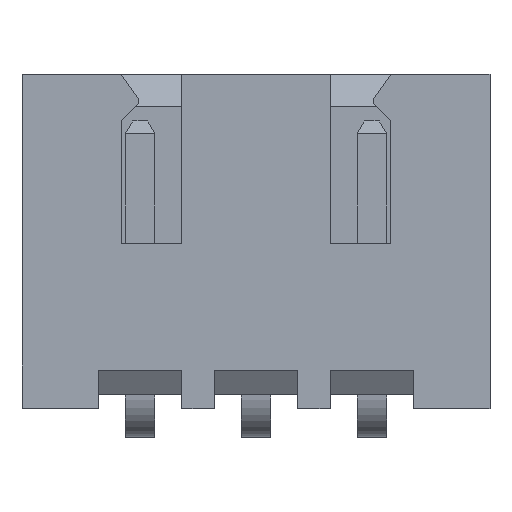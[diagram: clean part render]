
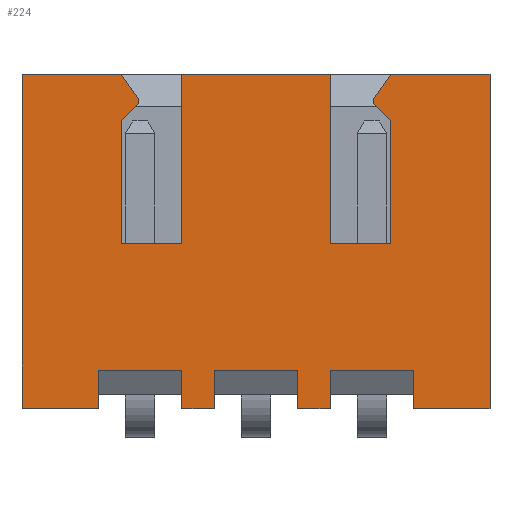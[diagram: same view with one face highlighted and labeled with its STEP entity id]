
A CAD part, top view. The second image highlights one B-rep face of the part: STEP entity #224.
In plain terms, the highlighted planar face has unit normal (0, 0, 1).
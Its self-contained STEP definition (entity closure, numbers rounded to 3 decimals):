
#224=ADVANCED_FACE('',(#863),#865,.T.);
#863=FACE_BOUND('',#864,.T.);
#864=EDGE_LOOP('',(#1360,#1361,#1362,#1363,#1364,#1365,#1366,#1367,#1368,#1369,#1370,
#1371,#1372,#1373,#1374,#1375,#1376,#1377,#1378,#1379,#1380,#1381,#1382,#1383,#1384,
#1385,#1386,#1387,#1388,#1389));
#865=PLANE('',#866);
#866=AXIS2_PLACEMENT_3D('',#867,#868,#869);
#867=CARTESIAN_POINT('',(7.55,0.3,5.95));
#868=DIRECTION('',(0.,-0.,1.));
#869=DIRECTION('',(0.,1.,0.));
#1360=ORIENTED_EDGE('',*,*,#1742,.T.);
#1361=ORIENTED_EDGE('',*,*,#1743,.T.);
#1362=ORIENTED_EDGE('',*,*,#1744,.F.);
#1363=ORIENTED_EDGE('',*,*,#1745,.T.);
#1364=ORIENTED_EDGE('',*,*,#1746,.T.);
#1365=ORIENTED_EDGE('',*,*,#1747,.T.);
#1366=ORIENTED_EDGE('',*,*,#1748,.F.);
#1367=ORIENTED_EDGE('',*,*,#1749,.T.);
#1368=ORIENTED_EDGE('',*,*,#1750,.T.);
#1369=ORIENTED_EDGE('',*,*,#1751,.T.);
#1370=ORIENTED_EDGE('',*,*,#1752,.T.);
#1371=ORIENTED_EDGE('',*,*,#1753,.T.);
#1372=ORIENTED_EDGE('',*,*,#1754,.T.);
#1373=ORIENTED_EDGE('',*,*,#1755,.T.);
#1374=ORIENTED_EDGE('',*,*,#1756,.T.);
#1375=ORIENTED_EDGE('',*,*,#1757,.T.);
#1376=ORIENTED_EDGE('',*,*,#1758,.T.);
#1377=ORIENTED_EDGE('',*,*,#1759,.T.);
#1378=ORIENTED_EDGE('',*,*,#1760,.T.);
#1379=ORIENTED_EDGE('',*,*,#1761,.T.);
#1380=ORIENTED_EDGE('',*,*,#1762,.T.);
#1381=ORIENTED_EDGE('',*,*,#1763,.T.);
#1382=ORIENTED_EDGE('',*,*,#1764,.T.);
#1383=ORIENTED_EDGE('',*,*,#1765,.F.);
#1384=ORIENTED_EDGE('',*,*,#1766,.F.);
#1385=ORIENTED_EDGE('',*,*,#1767,.T.);
#1386=ORIENTED_EDGE('',*,*,#1768,.T.);
#1387=ORIENTED_EDGE('',*,*,#1769,.T.);
#1388=ORIENTED_EDGE('',*,*,#1770,.F.);
#1389=ORIENTED_EDGE('',*,*,#1771,.T.);
#1742=EDGE_CURVE('',#1933,#1934,#1935,.F.);
#1743=EDGE_CURVE('',#1934,#1936,#1937,.T.);
#1744=EDGE_CURVE('',#1938,#1936,#1939,.T.);
#1745=EDGE_CURVE('',#1938,#1940,#1941,.F.);
#1746=EDGE_CURVE('',#1940,#1942,#1943,.F.);
#1747=EDGE_CURVE('',#1942,#1944,#1945,.T.);
#1748=EDGE_CURVE('',#1946,#1944,#1947,.T.);
#1749=EDGE_CURVE('',#1946,#1948,#1949,.T.);
#1750=EDGE_CURVE('',#1948,#1950,#1951,.T.);
#1751=EDGE_CURVE('',#1950,#1952,#1953,.F.);
#1752=EDGE_CURVE('',#1952,#1954,#1955,.F.);
#1753=EDGE_CURVE('',#1954,#1956,#1957,.F.);
#1754=EDGE_CURVE('',#1956,#1958,#1959,.F.);
#1755=EDGE_CURVE('',#1958,#1960,#1961,.F.);
#1756=EDGE_CURVE('',#1960,#1962,#1963,.F.);
#1757=EDGE_CURVE('',#1962,#1964,#1965,.T.);
#1758=EDGE_CURVE('',#1964,#1966,#1967,.F.);
#1759=EDGE_CURVE('',#1966,#1968,#1969,.F.);
#1760=EDGE_CURVE('',#1968,#1970,#1971,.F.);
#1761=EDGE_CURVE('',#1970,#1972,#1973,.F.);
#1762=EDGE_CURVE('',#1972,#1974,#1975,.F.);
#1763=EDGE_CURVE('',#1974,#1976,#1977,.F.);
#1764=EDGE_CURVE('',#1976,#1978,#1979,.T.);
#1765=EDGE_CURVE('',#1980,#1978,#1981,.T.);
#1766=EDGE_CURVE('',#1982,#1980,#1983,.T.);
#1767=EDGE_CURVE('',#1982,#1984,#1985,.F.);
#1768=EDGE_CURVE('',#1984,#1986,#1987,.F.);
#1769=EDGE_CURVE('',#1986,#1988,#1989,.T.);
#1770=EDGE_CURVE('',#1990,#1988,#1991,.T.);
#1771=EDGE_CURVE('',#1990,#1933,#1992,.F.);
#1933=VERTEX_POINT('',#2248);
#1934=VERTEX_POINT('',#2249);
#1935=LINE('',#2250,#2251);
#1936=VERTEX_POINT('',#2253);
#1937=LINE('',#2254,#2255);
#1938=VERTEX_POINT('',#2257);
#1939=LINE('',#2258,#2259);
#1940=VERTEX_POINT('',#2261);
#1941=LINE('',#2262,#2263);
#1942=VERTEX_POINT('',#2265);
#1943=LINE('',#2266,#2267);
#1944=VERTEX_POINT('',#2269);
#1945=LINE('',#2270,#2271);
#1946=VERTEX_POINT('',#2273);
#1947=LINE('',#2274,#2275);
#1948=VERTEX_POINT('',#2277);
#1949=LINE('',#2278,#2279);
#1950=VERTEX_POINT('',#2281);
#1951=LINE('',#2282,#2283);
#1952=VERTEX_POINT('',#2285);
#1953=LINE('',#2286,#2287);
#1954=VERTEX_POINT('',#2289);
#1955=LINE('',#2290,#2291);
#1956=VERTEX_POINT('',#2293);
#1957=LINE('',#2294,#2295);
#1958=VERTEX_POINT('',#2297);
#1959=LINE('',#2298,#2299);
#1960=VERTEX_POINT('',#2301);
#1961=LINE('',#2302,#2303);
#1962=VERTEX_POINT('',#2305);
#1963=LINE('',#2306,#2307);
#1964=VERTEX_POINT('',#2309);
#1965=LINE('',#2310,#2311);
#1966=VERTEX_POINT('',#2313);
#1967=LINE('',#2314,#2315);
#1968=VERTEX_POINT('',#2317);
#1969=LINE('',#2318,#2319);
#1970=VERTEX_POINT('',#2321);
#1971=LINE('',#2322,#2323);
#1972=VERTEX_POINT('',#2325);
#1973=LINE('',#2326,#2327);
#1974=VERTEX_POINT('',#2329);
#1975=LINE('',#2330,#2331);
#1976=VERTEX_POINT('',#2333);
#1977=LINE('',#2334,#2335);
#1978=VERTEX_POINT('',#2337);
#1979=LINE('',#2338,#2339);
#1980=VERTEX_POINT('',#2341);
#1981=LINE('',#2342,#2343);
#1982=VERTEX_POINT('',#2345);
#1983=LINE('',#2346,#2347);
#1984=VERTEX_POINT('',#2349);
#1985=LINE('',#2350,#2351);
#1986=VERTEX_POINT('',#2353);
#1987=LINE('',#2354,#2355);
#1988=VERTEX_POINT('',#2357);
#1989=LINE('',#2358,#2359);
#1990=VERTEX_POINT('',#2361);
#1991=LINE('',#2362,#2363);
#1992=LINE('',#2365,#2366);
#2248=CARTESIAN_POINT('',(1.6,1.117,5.95));
#2249=CARTESIAN_POINT('',(3.4,1.117,5.95));
#2250=CARTESIAN_POINT('',(3.4,1.117,5.95));
#2251=VECTOR('',#2252,1.);
#2252=DIRECTION('',(-1.,0.,0.));
#2253=CARTESIAN_POINT('',(3.4,0.3,5.95));
#2254=CARTESIAN_POINT('',(3.4,1.117,5.95));
#2255=VECTOR('',#2256,1.);
#2256=DIRECTION('',(0.,-1.,0.));
#2257=CARTESIAN_POINT('',(4.1,0.3,5.95));
#2258=CARTESIAN_POINT('',(4.1,0.3,5.95));
#2259=VECTOR('',#2260,1.);
#2260=DIRECTION('',(-1.,0.,0.));
#2261=CARTESIAN_POINT('',(4.1,1.117,5.95));
#2262=CARTESIAN_POINT('',(4.1,1.117,5.95));
#2263=VECTOR('',#2264,1.);
#2264=DIRECTION('',(0.,-1.,0.));
#2265=CARTESIAN_POINT('',(5.9,1.117,5.95));
#2266=CARTESIAN_POINT('',(5.9,1.117,5.95));
#2267=VECTOR('',#2268,1.);
#2268=DIRECTION('',(-1.,0.,0.));
#2269=CARTESIAN_POINT('',(5.9,0.3,5.95));
#2270=CARTESIAN_POINT('',(5.9,1.117,5.95));
#2271=VECTOR('',#2272,1.);
#2272=DIRECTION('',(0.,-1.,0.));
#2273=CARTESIAN_POINT('',(7.55,0.3,5.95));
#2274=CARTESIAN_POINT('',(7.55,0.3,5.95));
#2275=VECTOR('',#2276,1.);
#2276=DIRECTION('',(-1.,0.,0.));
#2277=CARTESIAN_POINT('',(7.55,7.5,5.95));
#2278=CARTESIAN_POINT('',(7.55,0.3,5.95));
#2279=VECTOR('',#2280,1.);
#2280=DIRECTION('',(0.,1.,0.));
#2281=CARTESIAN_POINT('',(5.412,7.5,5.95));
#2282=CARTESIAN_POINT('',(7.55,7.5,5.95));
#2283=VECTOR('',#2284,1.);
#2284=DIRECTION('',(-1.,0.,0.));
#2285=CARTESIAN_POINT('',(5.041,6.971,5.95));
#2286=CARTESIAN_POINT('',(5.041,6.971,5.95));
#2287=VECTOR('',#2288,1.);
#2288=DIRECTION('',(0.574,0.819,0.));
#2289=CARTESIAN_POINT('',(5.041,6.871,5.95));
#2290=CARTESIAN_POINT('',(5.041,6.871,5.95));
#2291=VECTOR('',#2292,1.);
#2292=DIRECTION('',(0.,1.,0.));
#2293=CARTESIAN_POINT('',(5.412,6.5,5.95));
#2294=CARTESIAN_POINT('',(5.412,6.5,5.95));
#2295=VECTOR('',#2296,1.);
#2296=DIRECTION('',(-0.707,0.707,0.));
#2297=CARTESIAN_POINT('',(5.412,3.85,5.95));
#2298=CARTESIAN_POINT('',(5.412,3.85,5.95));
#2299=VECTOR('',#2300,1.);
#2300=DIRECTION('',(0.,1.,0.));
#2301=CARTESIAN_POINT('',(4.112,3.85,5.95));
#2302=CARTESIAN_POINT('',(4.112,3.85,5.95));
#2303=VECTOR('',#2304,1.);
#2304=DIRECTION('',(1.,0.,0.));
#2305=CARTESIAN_POINT('',(4.112,7.5,5.95));
#2306=CARTESIAN_POINT('',(4.112,7.5,5.95));
#2307=VECTOR('',#2308,1.);
#2308=DIRECTION('',(0.,-1.,0.));
#2309=CARTESIAN_POINT('',(0.888,7.5,5.95));
#2310=CARTESIAN_POINT('',(4.112,7.5,5.95));
#2311=VECTOR('',#2312,1.);
#2312=DIRECTION('',(-1.,0.,0.));
#2313=CARTESIAN_POINT('',(0.888,3.85,5.95));
#2314=CARTESIAN_POINT('',(0.888,3.85,5.95));
#2315=VECTOR('',#2316,1.);
#2316=DIRECTION('',(0.,1.,0.));
#2317=CARTESIAN_POINT('',(-0.412,3.85,5.95));
#2318=CARTESIAN_POINT('',(-0.412,3.85,5.95));
#2319=VECTOR('',#2320,1.);
#2320=DIRECTION('',(1.,0.,0.));
#2321=CARTESIAN_POINT('',(-0.412,6.5,5.95));
#2322=CARTESIAN_POINT('',(-0.412,6.5,5.95));
#2323=VECTOR('',#2324,1.);
#2324=DIRECTION('',(0.,-1.,0.));
#2325=CARTESIAN_POINT('',(-0.041,6.871,5.95));
#2326=CARTESIAN_POINT('',(-0.041,6.871,5.95));
#2327=VECTOR('',#2328,1.);
#2328=DIRECTION('',(-0.707,-0.707,0.));
#2329=CARTESIAN_POINT('',(-0.041,6.971,5.95));
#2330=CARTESIAN_POINT('',(-0.041,6.971,5.95));
#2331=VECTOR('',#2332,1.);
#2332=DIRECTION('',(0.,-1.,0.));
#2333=CARTESIAN_POINT('',(-0.412,7.5,5.95));
#2334=CARTESIAN_POINT('',(-0.412,7.5,5.95));
#2335=VECTOR('',#2336,1.);
#2336=DIRECTION('',(0.574,-0.819,0.));
#2337=CARTESIAN_POINT('',(-2.55,7.5,5.95));
#2338=CARTESIAN_POINT('',(-0.412,7.5,5.95));
#2339=VECTOR('',#2340,1.);
#2340=DIRECTION('',(-1.,0.,0.));
#2341=CARTESIAN_POINT('',(-2.55,0.3,5.95));
#2342=CARTESIAN_POINT('',(-2.55,0.3,5.95));
#2343=VECTOR('',#2344,1.);
#2344=DIRECTION('',(0.,1.,0.));
#2345=CARTESIAN_POINT('',(-0.9,0.3,5.95));
#2346=CARTESIAN_POINT('',(-0.9,0.3,5.95));
#2347=VECTOR('',#2348,1.);
#2348=DIRECTION('',(-1.,0.,0.));
#2349=CARTESIAN_POINT('',(-0.9,1.117,5.95));
#2350=CARTESIAN_POINT('',(-0.9,1.117,5.95));
#2351=VECTOR('',#2352,1.);
#2352=DIRECTION('',(0.,-1.,0.));
#2353=CARTESIAN_POINT('',(0.9,1.117,5.95));
#2354=CARTESIAN_POINT('',(0.9,1.117,5.95));
#2355=VECTOR('',#2356,1.);
#2356=DIRECTION('',(-1.,0.,0.));
#2357=CARTESIAN_POINT('',(0.9,0.3,5.95));
#2358=CARTESIAN_POINT('',(0.9,1.117,5.95));
#2359=VECTOR('',#2360,1.);
#2360=DIRECTION('',(0.,-1.,0.));
#2361=CARTESIAN_POINT('',(1.6,0.3,5.95));
#2362=CARTESIAN_POINT('',(1.6,0.3,5.95));
#2363=VECTOR('',#2364,1.);
#2364=DIRECTION('',(-1.,0.,0.));
#2365=CARTESIAN_POINT('',(1.6,1.117,5.95));
#2366=VECTOR('',#2367,1.);
#2367=DIRECTION('',(0.,-1.,0.));
